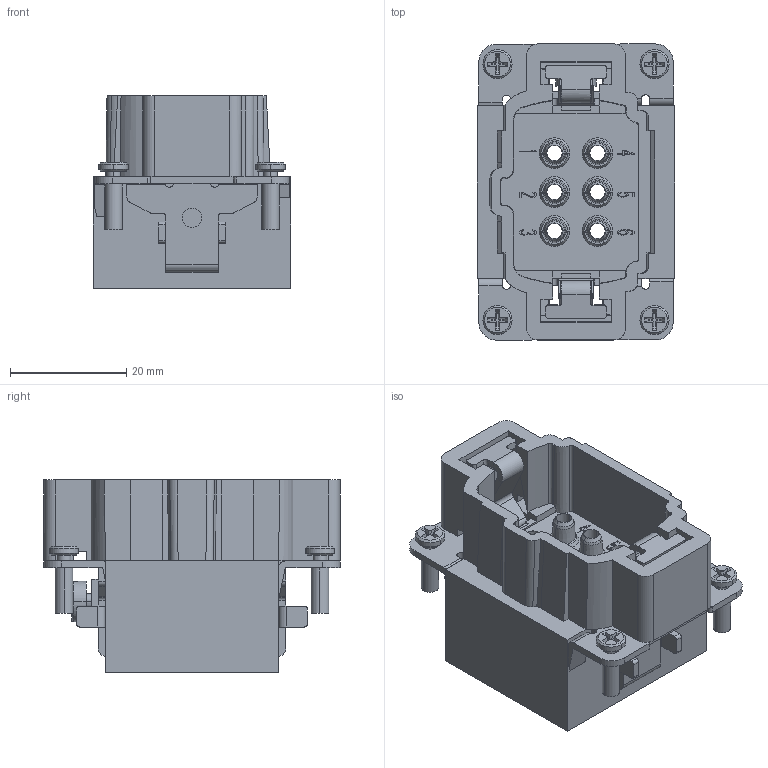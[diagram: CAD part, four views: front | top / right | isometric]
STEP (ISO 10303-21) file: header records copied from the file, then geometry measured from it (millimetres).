
FILE_DESCRIPTION((''),'2;1');
FILE_NAME('HE-006MS_4','2017-07-15T',('tl.yang'),(''),'PRO/ENGINEER BY PARAMETRIC TECHNOLOGY CORPORATION, 2011500','PRO/ENGINEER BY PARAMETRIC TECHNOLOGY CORPORATION, 2011500','');
FILE_SCHEMA(('CONFIG_CONTROL_DESIGN'));
Length unit declared in the file: millimetre
Products named in the file (1): HE-006MS_4
Bounding box: 33.9 x 50.91 x 33.14 mm (x, y, z)
Volume: 24999.6 mm3; surface area: 14293.2 mm2
Topology: 1 solids, 1 shells, 1077 faces, 2960 edges, 1932 vertices
Faces by surface type: plane 757, cylinder 198, bspline 62, cone 58, torus 2
Entity records: 35931 total; most frequent: CARTESIAN_POINT 8507, ORIENTED_EDGE 5920, DIRECTION 5336, EDGE_CURVE 2960, VECTOR 2312, LINE 2312, VERTEX_POINT 1932, AXIS2_PLACEMENT_3D 1512
